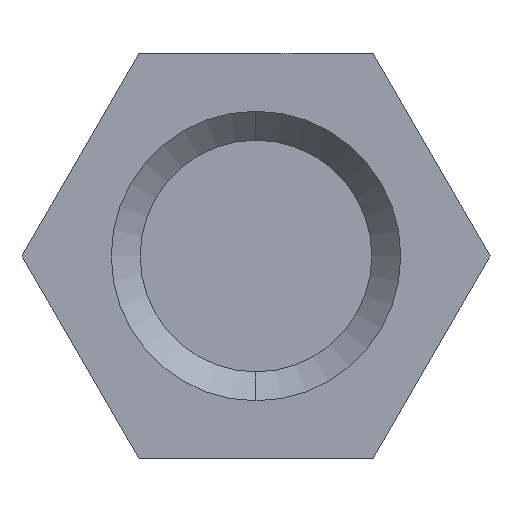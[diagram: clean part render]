
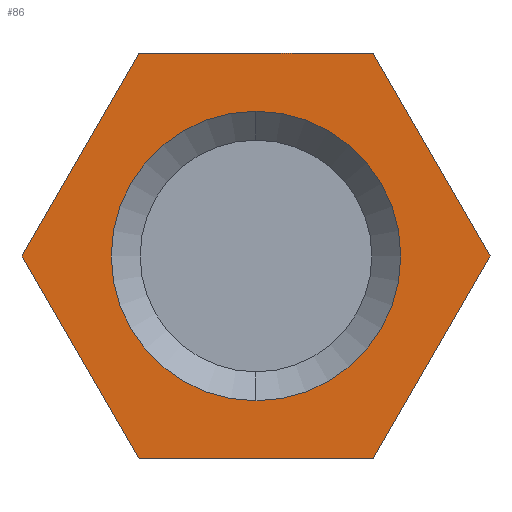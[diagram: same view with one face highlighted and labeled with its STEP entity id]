
A CAD part, left-side view. The second image highlights one B-rep face of the part: STEP entity #86.
In plain terms, the highlighted planar face has unit normal (-1, 0, 0).
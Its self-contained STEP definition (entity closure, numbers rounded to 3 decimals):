
#86=ADVANCED_FACE('',(#379,#380),#381,.F.);
#379=FACE_OUTER_BOUND('',#931,.T.);
#380=FACE_BOUND('',#932,.T.);
#381=PLANE('',#933);
#931=EDGE_LOOP('',(#4731,#4732,#4733,#4734,#4735,#4736));
#932=EDGE_LOOP('',(#4737,#4738));
#933=AXIS2_PLACEMENT_3D('',#4739,#4740,#4741);
#4731=ORIENTED_EDGE('',*,*,#6576,.F.);
#4732=ORIENTED_EDGE('',*,*,#6580,.F.);
#4733=ORIENTED_EDGE('',*,*,#6583,.F.);
#4734=ORIENTED_EDGE('',*,*,#6585,.F.);
#4735=ORIENTED_EDGE('',*,*,#6392,.F.);
#4736=ORIENTED_EDGE('',*,*,#6587,.F.);
#4737=ORIENTED_EDGE('',*,*,#6382,.T.);
#4738=ORIENTED_EDGE('',*,*,#6588,.T.);
#4739=CARTESIAN_POINT('',(-10.0,-4.041,0.));
#4740=DIRECTION('',(1.0,0.0,0.0));
#4741=DIRECTION('',(0.0,1.0,0.0));
#6382=EDGE_CURVE('',#7072,#7070,#7073,.T.);
#6392=EDGE_CURVE('',#7088,#7090,#7091,.T.);
#6576=EDGE_CURVE('',#7454,#7456,#7457,.T.);
#6580=EDGE_CURVE('',#7461,#7454,#7463,.T.);
#6583=EDGE_CURVE('',#7466,#7461,#7468,.T.);
#6585=EDGE_CURVE('',#7090,#7466,#7470,.T.);
#6587=EDGE_CURVE('',#7456,#7088,#7472,.T.);
#6588=EDGE_CURVE('',#7070,#7072,#7473,.T.);
#7070=VERTEX_POINT('',#8209);
#7072=VERTEX_POINT('',#8212);
#7073=CIRCLE('',#8213,2.5);
#7088=VERTEX_POINT('',#8234);
#7090=VERTEX_POINT('',#8237);
#7091=LINE('',#8238,#8239);
#7454=VERTEX_POINT('',#9711);
#7456=VERTEX_POINT('',#9714);
#7457=LINE('',#9715,#9716);
#7461=VERTEX_POINT('',#9722);
#7463=LINE('',#9725,#9726);
#7466=VERTEX_POINT('',#9730);
#7468=LINE('',#9733,#9734);
#7470=LINE('',#9737,#9738);
#7472=LINE('',#9741,#9742);
#7473=CIRCLE('',#9743,2.5);
#8209=CARTESIAN_POINT('',(-10.0,0.,-2.5));
#8212=CARTESIAN_POINT('',(-10.0,0.0,2.5));
#8213=AXIS2_PLACEMENT_3D('',#12802,#12803,#12804);
#8234=CARTESIAN_POINT('',(-10.0,-2.021,-3.5));
#8237=CARTESIAN_POINT('',(-10.0,2.021,-3.5));
#8238=CARTESIAN_POINT('',(-10.0,-2.021,-3.5));
#8239=VECTOR('',#12818,1000.0);
#9711=CARTESIAN_POINT('',(-10.0,-2.021,3.5));
#9714=CARTESIAN_POINT('',(-10.0,-4.041,0.));
#9715=CARTESIAN_POINT('',(-10.0,-2.021,3.5));
#9716=VECTOR('',#12951,1000.0);
#9722=CARTESIAN_POINT('',(-10.0,2.021,3.5));
#9725=CARTESIAN_POINT('',(-10.0,2.021,3.5));
#9726=VECTOR('',#12955,1000.0);
#9730=CARTESIAN_POINT('',(-10.0,4.041,0.));
#9733=CARTESIAN_POINT('',(-10.0,4.041,0.));
#9734=VECTOR('',#12958,1000.0);
#9737=CARTESIAN_POINT('',(-10.0,2.021,-3.5));
#9738=VECTOR('',#12960,1000.0);
#9741=CARTESIAN_POINT('',(-10.0,-4.041,0.));
#9742=VECTOR('',#12962,1000.0);
#9743=AXIS2_PLACEMENT_3D('',#12963,#12964,#12965);
#12802=CARTESIAN_POINT('',(-10.0,0.0,0.0));
#12803=DIRECTION('',(1.0,0.0,0.0));
#12804=DIRECTION('',(0.0,0.0,-1.0));
#12818=DIRECTION('',(0.0,1.0,0.));
#12951=DIRECTION('',(0.0,-0.5,-0.866));
#12955=DIRECTION('',(0.0,-1.0,0.));
#12958=DIRECTION('',(0.0,-0.5,0.866));
#12960=DIRECTION('',(0.0,0.5,0.866));
#12962=DIRECTION('',(0.0,0.5,-0.866));
#12963=CARTESIAN_POINT('',(-10.0,0.0,0.0));
#12964=DIRECTION('',(1.0,0.0,0.0));
#12965=DIRECTION('',(0.0,0.0,-1.0));
